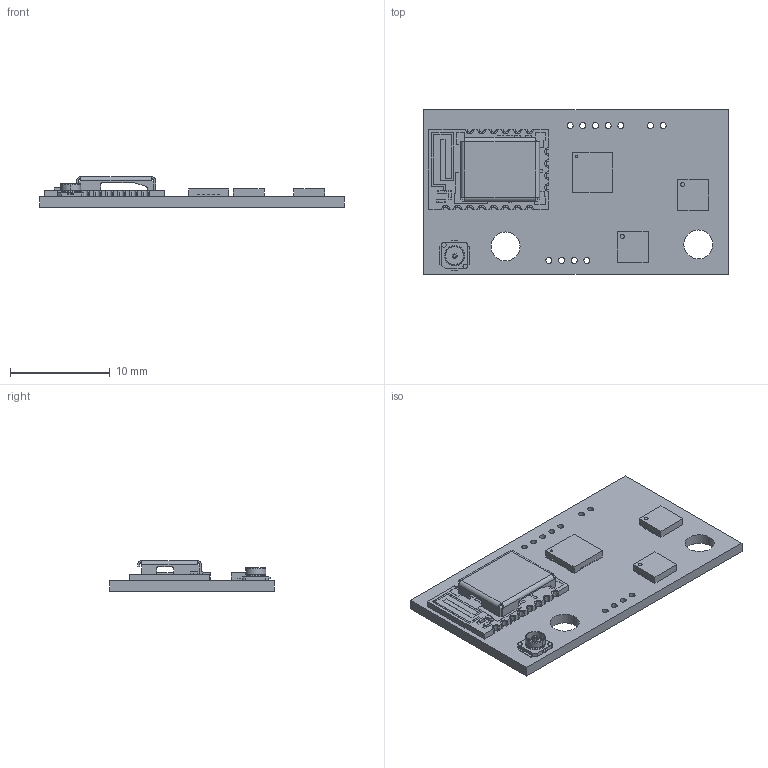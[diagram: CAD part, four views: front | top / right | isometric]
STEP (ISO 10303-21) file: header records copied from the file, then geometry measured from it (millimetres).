
FILE_DESCRIPTION(('Open CASCADE Model'),'2;1');
FILE_NAME('Open CASCADE Shape Model','2024-07-23T19:43:39',('Author'),( 'Open CASCADE'),'Open CASCADE STEP processor 7.5','Open CASCADE 7.5' ,'Unknown');
FILE_SCHEMA(('AUTOMOTIVE_DESIGN { 1 0 10303 214 1 1 1 1 }'));
Length unit declared in the file: millimetre
Products named in the file (32): PCB; Board; Open CASCADE STEP translator 7.5 1.1.1; U2; DFN8-3X3_RM050; Part 11; Body; 14; 13; 2; 1; 11; 3; 12; 4; TP; U3; 2611011024001; cap; C13; 6098646400; Extruded_3; C12; L7; 6098646784; Extruded_5; U4; U6; UQFN20_4X4MM; X2; RSP-122811-01
Assembly tree (33 placements, depth 6):
  PCB
    Board
      Open CASCADE STEP translator 7.5 1.1.1
    U2
      DFN8-3X3_RM050
        Part 11
        Body
        14
        13
        2
        1
        11
        3
        12
        4
        TP
    U3
      2611011024001
        Board
        cap
        C13
          6098646400
            Extruded_3
        C12
          6098646400
            Extruded_3
        L7
          6098646784
            Extruded_5
    U4
      DFN8-3X3_RM050
        Part 11
        Body
        14
        13
        2
        1
        11
        3
        12
        4
        TP
    U6
      UQFN20_4X4MM
    X2
      RSP-122811-01
Bounding box: 30.5 x 16.5 x 3.05 mm (x, y, z)
Volume: 615.3 mm3; surface area: 1636.7 mm2
Topology: 30 solids, 30 shells, 1205 faces, 2899 edges, 1872 vertices
Faces by surface type: plane 895, cylinder 256, sphere 26, torus 16, bspline 8, cone 4
Full cylindrical faces by diameter (mm): 0.12 x80, 0.6 x11, 2.9 x2
Entity records: 40638 total; most frequent: CARTESIAN_POINT 6133, ORIENTED_EDGE 5434, DIRECTION 5406, EDGE_CURVE 2717, LINE 2090, VECTOR 2090, VERTEX_POINT 1768, AXIS2_PLACEMENT_3D 1658
